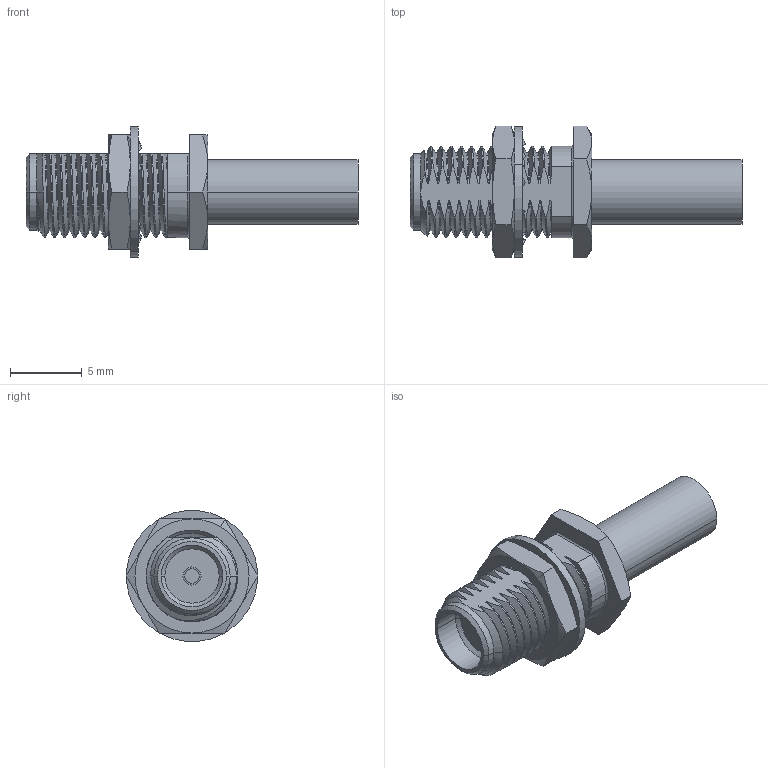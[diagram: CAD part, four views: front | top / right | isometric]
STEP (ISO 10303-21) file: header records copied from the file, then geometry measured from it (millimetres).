
FILE_DESCRIPTION (( 'STEP AP214' ), '1' );
FILE_NAME ('FMCN1278_3D.step', '2024-07-10T21:55:07', ( '' ), ( '' ), 'SwSTEP 2.0', 'SolidWorks 2022', '' );
FILE_SCHEMA (( 'AUTOMOTIVE_DESIGN' ));
Length unit declared in the file: inch
Products named in the file (4): .250 LW^FMCN1278; FMCN1278_3D; PE4427^FMCN1278_NON-CRIMPED; .250 Hex Nut^FMCN1278
Assembly tree (3 placements, depth 2):
  FMCN1278_3D
    PE4427^FMCN1278_NON-CRIMPED
    .250 Hex Nut^FMCN1278
    .250 LW^FMCN1278
Bounding box: 23.11 x 9.17 x 9.11 mm (x, y, z)
Volume: 472.8 mm3; surface area: 1110.4 mm2
Topology: 5 solids, 5 shells, 3449 faces, 7216 edges, 3792 vertices
Faces by surface type: bspline 2645, cylinder 716, plane 45, cone 36, torus 7
Entity records: 163126 total; most frequent: CARTESIAN_POINT 118823, ORIENTED_EDGE 14428, EDGE_CURVE 7214, VERTEX_POINT 3792, EDGE_LOOP 3472, ADVANCED_FACE 3449, FACE_OUTER_BOUND 3449, B_SPLINE_CURVE_WITH_KNOTS 2872
